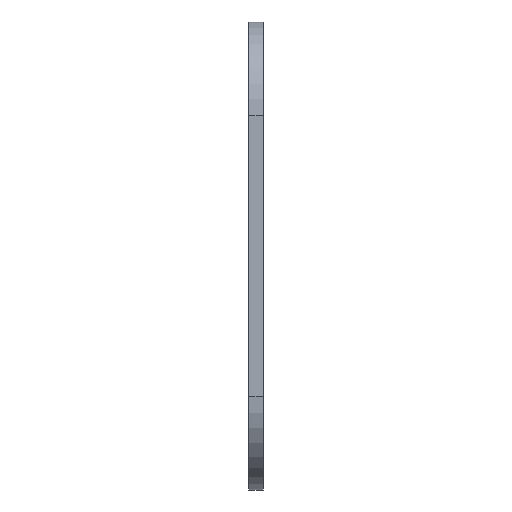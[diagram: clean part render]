
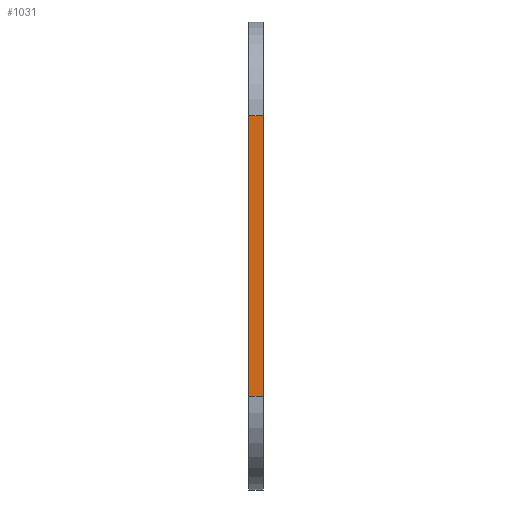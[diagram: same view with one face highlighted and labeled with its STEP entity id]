
A CAD part, left-side view. The second image highlights one B-rep face of the part: STEP entity #1031.
In plain terms, the highlighted planar face has unit normal (-1, 0, 0).
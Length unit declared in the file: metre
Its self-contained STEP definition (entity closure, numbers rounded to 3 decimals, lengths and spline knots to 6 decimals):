
#37=PLANE('',#1132);
#122=LINE('',#1671,#222);
#133=LINE('',#1704,#233);
#134=LINE('',#1706,#234);
#135=LINE('',#1708,#235);
#222=VECTOR('',#1363,1.);
#233=VECTOR('',#1396,1.);
#234=VECTOR('',#1399,1.);
#235=VECTOR('',#1400,1.);
#444=ORIENTED_EDGE('',*,*,#658,.T.);
#445=ORIENTED_EDGE('',*,*,#659,.F.);
#446=ORIENTED_EDGE('',*,*,#640,.F.);
#447=ORIENTED_EDGE('',*,*,#657,.T.);
#640=EDGE_CURVE('',#752,#753,#122,.T.);
#657=EDGE_CURVE('',#752,#763,#133,.T.);
#658=EDGE_CURVE('',#763,#764,#134,.T.);
#659=EDGE_CURVE('',#753,#764,#135,.T.);
#752=VERTEX_POINT('',#1670);
#753=VERTEX_POINT('',#1672);
#763=VERTEX_POINT('',#1703);
#764=VERTEX_POINT('',#1707);
#866=EDGE_LOOP('',(#444,#445,#446,#447));
#942=FACE_BOUND('',#866,.T.);
#1031=ADVANCED_FACE('',(#942),#37,.F.);
#1132=AXIS2_PLACEMENT_3D('',#1705,#1397,#1398);
#1363=DIRECTION('',(0.,0.,-1.));
#1396=DIRECTION('',(0.,1.,0.));
#1397=DIRECTION('',(1.,0.,0.));
#1398=DIRECTION('',(0.,0.,-1.));
#1399=DIRECTION('',(0.,0.,-1.));
#1400=DIRECTION('',(0.,1.,0.));
#1670=CARTESIAN_POINT('',(-0.075,-0.003,0.03));
#1671=CARTESIAN_POINT('',(-0.075,-0.003,0.));
#1672=CARTESIAN_POINT('',(-0.075,-0.003,-0.03));
#1703=CARTESIAN_POINT('',(-0.075,0.,0.03));
#1704=CARTESIAN_POINT('',(-0.075,-0.003,0.03));
#1705=CARTESIAN_POINT('',(-0.075,-0.003,0.));
#1706=CARTESIAN_POINT('',(-0.075,0.,0.));
#1707=CARTESIAN_POINT('',(-0.075,0.,-0.03));
#1708=CARTESIAN_POINT('',(-0.075,-0.003,-0.03));
